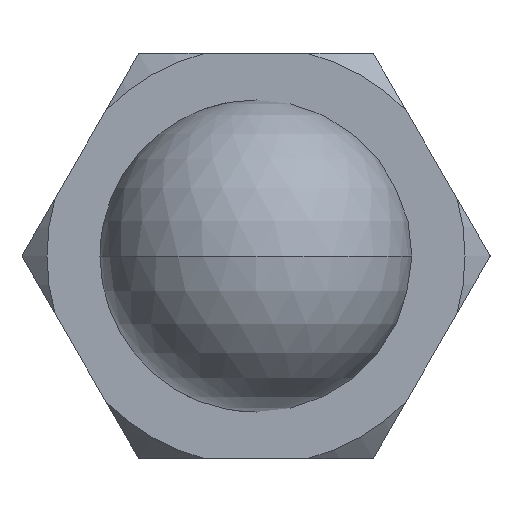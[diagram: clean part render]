
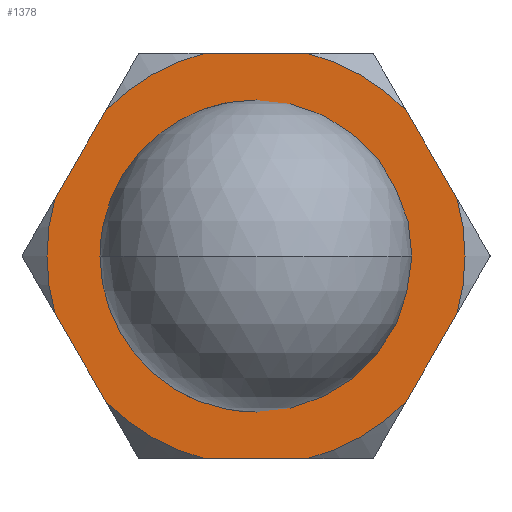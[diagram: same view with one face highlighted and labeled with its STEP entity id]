
A CAD part, left-side view. The second image highlights one B-rep face of the part: STEP entity #1378.
In plain terms, the highlighted planar face has unit normal (-1, 0, 0).
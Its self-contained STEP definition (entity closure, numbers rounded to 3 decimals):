
#1 = AXIS2_PLACEMENT_3D ( 'NONE', #659, #657, #655 ) ;
#15 = AXIS2_PLACEMENT_3D ( 'NONE', #715, #708, #703 ) ;
#29 = CARTESIAN_POINT ( 'NONE',  ( -5., 4.817, 4.657 ) ) ;
#35 = AXIS2_PLACEMENT_3D ( 'NONE', #747, #746, #745 ) ;
#38 = AXIS2_PLACEMENT_3D ( 'NONE', #1212, #800, #798 ) ;
#53 = VERTEX_POINT ( 'NONE', #506 ) ;
#58 = AXIS2_PLACEMENT_3D ( 'NONE', #1290, #827, #824 ) ;
#95 = CARTESIAN_POINT ( 'NONE',  ( -5., 1.625, -6.5 ) ) ;
#139 = CIRCLE ( 'NONE', #720, 4.5 ) ;
#158 = VECTOR ( 'NONE', #502, 1000. ) ;
#161 = VECTOR ( 'NONE', #460, 1000. ) ;
#165 = VECTOR ( 'NONE', #474, 1000. ) ;
#167 = LINE ( 'NONE', #471, #161 ) ;
#170 = VECTOR ( 'NONE', #495, 1000. ) ;
#172 = LINE ( 'NONE', #483, #165 ) ;
#173 = VECTOR ( 'NONE', #498, 1000. ) ;
#179 = LINE ( 'NONE', #528, #170 ) ;
#181 = DIRECTION ( 'NONE',  ( 0., 0., -1. ) ) ;
#183 = LINE ( 'NONE', #468, #158 ) ;
#184 = LINE ( 'NONE', #524, #187 ) ;
#187 = VECTOR ( 'NONE', #550, 1000. ) ;
#191 = LINE ( 'NONE', #504, #173 ) ;
#194 = CIRCLE ( 'NONE', #1, 6.7 ) ;
#200 = CIRCLE ( 'NONE', #777, 4.5 ) ;
#206 = CIRCLE ( 'NONE', #786, 6.7 ) ;
#208 = CIRCLE ( 'NONE', #38, 6.7 ) ;
#217 = CIRCLE ( 'NONE', #15, 6.7 ) ;
#221 = CIRCLE ( 'NONE', #58, 6.7 ) ;
#222 = CIRCLE ( 'NONE', #35, 6.7 ) ;
#314 = DIRECTION ( 'NONE',  ( 0., 0., -1. ) ) ;
#316 = DIRECTION ( 'NONE',  ( 1., 0., 0. ) ) ;
#318 = CARTESIAN_POINT ( 'NONE',  ( -5., 0., 0. ) ) ;
#322 = CARTESIAN_POINT ( 'NONE',  ( -5., -4.817, 4.657 ) ) ;
#393 = AXIS2_PLACEMENT_3D ( 'NONE', #1298, #1304, #181 ) ;
#460 = DIRECTION ( 'NONE',  ( 0., -0.5, -0.866 ) ) ;
#468 = CARTESIAN_POINT ( 'NONE',  ( -5., 6.7, 6.5 ) ) ;
#471 = CARTESIAN_POINT ( 'NONE',  ( -5., -3.954, 6.151 ) ) ;
#474 = DIRECTION ( 'NONE',  ( 0., 0.5, -0.866 ) ) ;
#479 = VERTEX_POINT ( 'NONE', #95 ) ;
#483 = CARTESIAN_POINT ( 'NONE',  ( -5., -3.954, -6.151 ) ) ;
#494 = VERTEX_POINT ( 'NONE', #1313 ) ;
#495 = DIRECTION ( 'NONE',  ( 0., 1., 0. ) ) ;
#498 = DIRECTION ( 'NONE',  ( 0., 0.5, 0.866 ) ) ;
#502 = DIRECTION ( 'NONE',  ( 0., -1., 0. ) ) ;
#504 = CARTESIAN_POINT ( 'NONE',  ( -5., 7.304, -0.349 ) ) ;
#506 = CARTESIAN_POINT ( 'NONE',  ( -5., 0., 4.5 ) ) ;
#513 = DIRECTION ( 'NONE',  ( 0., 0., -1. ) ) ;
#516 = DIRECTION ( 'NONE',  ( 1., 0., 0. ) ) ;
#517 = VERTEX_POINT ( 'NONE', #1302 ) ;
#520 = CARTESIAN_POINT ( 'NONE',  ( -5., 0., 0. ) ) ;
#524 = CARTESIAN_POINT ( 'NONE',  ( -5., 7.304, 0.349 ) ) ;
#528 = CARTESIAN_POINT ( 'NONE',  ( -5., 6.7, -6.5 ) ) ;
#544 = VERTEX_POINT ( 'NONE', #864 ) ;
#549 = VERTEX_POINT ( 'NONE', #889 ) ;
#550 = DIRECTION ( 'NONE',  ( 0., -0.5, 0.866 ) ) ;
#559 = ORIENTED_EDGE ( 'NONE', *, *, #923, .T. ) ;
#573 = VERTEX_POINT ( 'NONE', #322 ) ;
#579 = DIRECTION ( 'NONE',  ( 0., 0., 1. ) ) ;
#583 = DIRECTION ( 'NONE',  ( -1., 0., 0. ) ) ;
#585 = CARTESIAN_POINT ( 'NONE',  ( -5., 0., 0. ) ) ;
#590 = FACE_BOUND ( 'NONE', #826, .T. ) ;
#621 = VERTEX_POINT ( 'NONE', #1245 ) ;
#632 = VERTEX_POINT ( 'NONE', #1183 ) ;
#655 = DIRECTION ( 'NONE',  ( 0., 0., 1. ) ) ;
#657 = DIRECTION ( 'NONE',  ( -1., 0., 0. ) ) ;
#659 = CARTESIAN_POINT ( 'NONE',  ( -5., 0., 0. ) ) ;
#703 = DIRECTION ( 'NONE',  ( 0., 0., 1. ) ) ;
#708 = DIRECTION ( 'NONE',  ( -1., 0., 0. ) ) ;
#715 = CARTESIAN_POINT ( 'NONE',  ( -5., 0., 0. ) ) ;
#720 = AXIS2_PLACEMENT_3D ( 'NONE', #318, #316, #314 ) ;
#727 = CARTESIAN_POINT ( 'NONE',  ( -5., 6.442, 1.843 ) ) ;
#745 = DIRECTION ( 'NONE',  ( 0., 0., 1. ) ) ;
#746 = DIRECTION ( 'NONE',  ( -1., 0., 0. ) ) ;
#747 = CARTESIAN_POINT ( 'NONE',  ( -5., 0., 0. ) ) ;
#769 = VERTEX_POINT ( 'NONE', #1056 ) ;
#777 = AXIS2_PLACEMENT_3D ( 'NONE', #520, #516, #513 ) ;
#782 = VERTEX_POINT ( 'NONE', #1054 ) ;
#786 = AXIS2_PLACEMENT_3D ( 'NONE', #585, #583, #579 ) ;
#794 = EDGE_LOOP ( 'NONE', ( #983, #991, #999, #1075, #1108, #1113, #1118, #1142, #1213, #1295, #1266, #1275 ) ) ;
#798 = DIRECTION ( 'NONE',  ( 0., 0., 1. ) ) ;
#800 = DIRECTION ( 'NONE',  ( -1., 0., 0. ) ) ;
#824 = DIRECTION ( 'NONE',  ( 0., 0., 1. ) ) ;
#826 = EDGE_LOOP ( 'NONE', ( #559, #972 ) ) ;
#827 = DIRECTION ( 'NONE',  ( -1., 0., 0. ) ) ;
#834 = CARTESIAN_POINT ( 'NONE',  ( -5., -1.625, 6.5 ) ) ;
#864 = CARTESIAN_POINT ( 'NONE',  ( -5., 6.442, -1.843 ) ) ;
#872 = EDGE_CURVE ( 'NONE', #1146, #544, #221, .T. ) ;
#877 = VERTEX_POINT ( 'NONE', #834 ) ;
#882 = EDGE_CURVE ( 'NONE', #621, #1180, #208, .T. ) ;
#887 = EDGE_CURVE ( 'NONE', #573, #877, #222, .T. ) ;
#889 = CARTESIAN_POINT ( 'NONE',  ( -5., -6.442, -1.843 ) ) ;
#897 = EDGE_CURVE ( 'NONE', #549, #769, #217, .T. ) ;
#905 = EDGE_CURVE ( 'NONE', #782, #632, #194, .T. ) ;
#913 = EDGE_CURVE ( 'NONE', #494, #479, #206, .T. ) ;
#923 = EDGE_CURVE ( 'NONE', #517, #53, #200, .T. ) ;
#926 = EDGE_CURVE ( 'NONE', #1146, #1180, #184, .T. ) ;
#927 = EDGE_CURVE ( 'NONE', #494, #544, #191, .T. ) ;
#931 = EDGE_CURVE ( 'NONE', #782, #479, #179, .T. ) ;
#933 = EDGE_CURVE ( 'NONE', #549, #632, #172, .T. ) ;
#935 = EDGE_CURVE ( 'NONE', #573, #769, #167, .T. ) ;
#947 = EDGE_CURVE ( 'NONE', #621, #877, #183, .T. ) ;
#972 = ORIENTED_EDGE ( 'NONE', *, *, #980, .T. ) ;
#980 = EDGE_CURVE ( 'NONE', #53, #517, #139, .T. ) ;
#983 = ORIENTED_EDGE ( 'NONE', *, *, #926, .F. ) ;
#991 = ORIENTED_EDGE ( 'NONE', *, *, #872, .T. ) ;
#999 = ORIENTED_EDGE ( 'NONE', *, *, #927, .F. ) ;
#1054 = CARTESIAN_POINT ( 'NONE',  ( -5., -1.625, -6.5 ) ) ;
#1056 = CARTESIAN_POINT ( 'NONE',  ( -5., -6.442, 1.843 ) ) ;
#1075 = ORIENTED_EDGE ( 'NONE', *, *, #913, .T. ) ;
#1084 = FACE_OUTER_BOUND ( 'NONE', #794, .T. ) ;
#1108 = ORIENTED_EDGE ( 'NONE', *, *, #931, .F. ) ;
#1113 = ORIENTED_EDGE ( 'NONE', *, *, #905, .T. ) ;
#1118 = ORIENTED_EDGE ( 'NONE', *, *, #933, .F. ) ;
#1142 = ORIENTED_EDGE ( 'NONE', *, *, #897, .T. ) ;
#1146 = VERTEX_POINT ( 'NONE', #727 ) ;
#1180 = VERTEX_POINT ( 'NONE', #29 ) ;
#1183 = CARTESIAN_POINT ( 'NONE',  ( -5., -4.817, -4.657 ) ) ;
#1212 = CARTESIAN_POINT ( 'NONE',  ( -5., 0., 0. ) ) ;
#1213 = ORIENTED_EDGE ( 'NONE', *, *, #935, .F. ) ;
#1245 = CARTESIAN_POINT ( 'NONE',  ( -5., 1.625, 6.5 ) ) ;
#1266 = ORIENTED_EDGE ( 'NONE', *, *, #947, .F. ) ;
#1267 = PLANE ( 'NONE',  #393 ) ;
#1275 = ORIENTED_EDGE ( 'NONE', *, *, #882, .T. ) ;
#1290 = CARTESIAN_POINT ( 'NONE',  ( -5., 0., 0. ) ) ;
#1295 = ORIENTED_EDGE ( 'NONE', *, *, #887, .T. ) ;
#1298 = CARTESIAN_POINT ( 'NONE',  ( -5., 6.7, 0. ) ) ;
#1302 = CARTESIAN_POINT ( 'NONE',  ( -5., 0., -4.5 ) ) ;
#1304 = DIRECTION ( 'NONE',  ( 1., 0., 0. ) ) ;
#1313 = CARTESIAN_POINT ( 'NONE',  ( -5., 4.817, -4.657 ) ) ;
#1378 = ADVANCED_FACE ( 'NONE', ( #590, #1084 ), #1267, .F. ) ;
